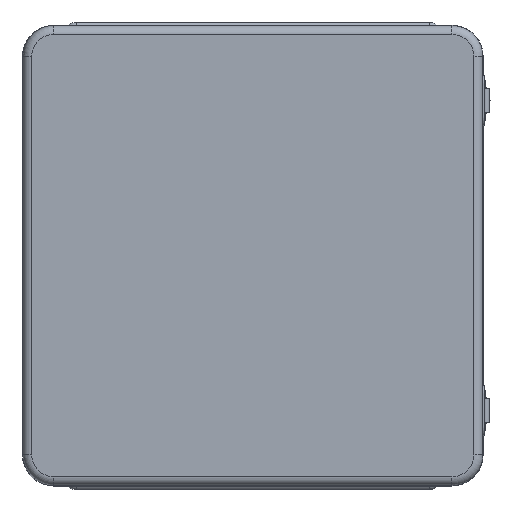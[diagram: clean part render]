
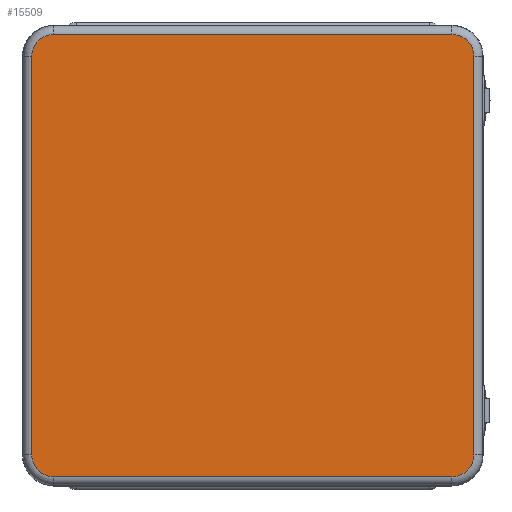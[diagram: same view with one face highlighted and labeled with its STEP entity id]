
A CAD part, top view. The second image highlights one B-rep face of the part: STEP entity #15509.
In plain terms, the highlighted planar face has unit normal (0, 0, 1).
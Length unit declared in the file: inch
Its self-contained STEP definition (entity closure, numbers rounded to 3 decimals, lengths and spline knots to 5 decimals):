
#1270=LINE($,#26840,#2395);
#1272=LINE($,#26860,#2397);
#1275=LINE($,#26867,#2400);
#1277=LINE($,#26882,#2402);
#2395=VECTOR($,#20791,11.563);
#2397=VECTOR($,#20815,11.563);
#2400=VECTOR($,#20822,11.563);
#2402=VECTOR($,#20842,11.563);
#3027=PLANE($,#17072);
#4555=FACE_OUTER_BOUND($,#5721,.T.);
#5721=EDGE_LOOP($,(#13364,#13365,#13366,#13367,#13368,#13369,#13370,#13371));
#6634=CIRCLE($,#17047,0.63839);
#6638=CIRCLE($,#17052,0.63839);
#6642=CIRCLE($,#17059,0.63839);
#6646=CIRCLE($,#17064,0.63839);
#7861=VERTEX_POINT($,#26837);
#7862=VERTEX_POINT($,#26839);
#7865=VERTEX_POINT($,#26846);
#7866=VERTEX_POINT($,#26851);
#7869=VERTEX_POINT($,#26858);
#7870=VERTEX_POINT($,#26863);
#7873=VERTEX_POINT($,#26870);
#7874=VERTEX_POINT($,#26875);
#9776=EDGE_CURVE($,#7861,#7862,#1270,.T.);
#9780=EDGE_CURVE($,#7865,#7861,#6634,.T.);
#9784=EDGE_CURVE($,#7862,#7866,#6638,.T.);
#9786=EDGE_CURVE($,#7869,#7865,#1272,.T.);
#9790=EDGE_CURVE($,#7866,#7870,#1275,.T.);
#9792=EDGE_CURVE($,#7873,#7869,#6642,.T.);
#9796=EDGE_CURVE($,#7870,#7874,#6646,.T.);
#9798=EDGE_CURVE($,#7874,#7873,#1277,.T.);
#13364=ORIENTED_EDGE($,*,*,#9776,.F.);
#13365=ORIENTED_EDGE($,*,*,#9780,.F.);
#13366=ORIENTED_EDGE($,*,*,#9786,.F.);
#13367=ORIENTED_EDGE($,*,*,#9792,.F.);
#13368=ORIENTED_EDGE($,*,*,#9798,.F.);
#13369=ORIENTED_EDGE($,*,*,#9796,.F.);
#13370=ORIENTED_EDGE($,*,*,#9790,.F.);
#13371=ORIENTED_EDGE($,*,*,#9784,.F.);
#15509=ADVANCED_FACE($,(#4555),#3027,.T.);
#17047=AXIS2_PLACEMENT_3D($,#26848,#20799,#20800);
#17052=AXIS2_PLACEMENT_3D($,#26855,#20809,#20810);
#17059=AXIS2_PLACEMENT_3D($,#26872,#20827,#20828);
#17064=AXIS2_PLACEMENT_3D($,#26879,#20837,#20838);
#17072=AXIS2_PLACEMENT_3D($,#26901,#20862,#20863);
#20791=DIRECTION($,(1.,0.,0.));
#20799=DIRECTION('center_axis',(0.,0.,-1.));
#20800=DIRECTION('ref_axis',(-0.707,0.707,0.));
#20809=DIRECTION('center_axis',(0.,0.,-1.));
#20810=DIRECTION('ref_axis',(0.707,0.707,0.));
#20815=DIRECTION($,(0.,1.,0.));
#20822=DIRECTION($,(0.,-1.,0.));
#20827=DIRECTION('center_axis',(0.,0.,-1.));
#20828=DIRECTION('ref_axis',(-0.707,-0.707,0.));
#20837=DIRECTION('center_axis',(0.,0.,-1.));
#20838=DIRECTION('ref_axis',(0.707,-0.707,0.));
#20842=DIRECTION($,(-1.,0.,0.));
#20862=DIRECTION('center_axis',(0.,0.,1.));
#20863=DIRECTION('ref_axis',(1.,0.,0.));
#26837=CARTESIAN_POINT('',(-5.7815,6.41989,0.75));
#26839=CARTESIAN_POINT('',(5.7815,6.41989,0.75));
#26840=CARTESIAN_POINT($,(-5.7815,6.41989,0.75));
#26846=CARTESIAN_POINT('',(-6.41989,5.7815,0.75));
#26848=CARTESIAN_POINT('Origin',(-5.7815,5.7815,0.75));
#26851=CARTESIAN_POINT('',(6.41989,5.7815,0.75));
#26855=CARTESIAN_POINT('Origin',(5.7815,5.7815,0.75));
#26858=CARTESIAN_POINT('',(-6.41989,-5.7815,0.75));
#26860=CARTESIAN_POINT($,(-6.41989,-5.7815,0.75));
#26863=CARTESIAN_POINT('',(6.41989,-5.7815,0.75));
#26867=CARTESIAN_POINT($,(6.41989,5.7815,0.75));
#26870=CARTESIAN_POINT('',(-5.7815,-6.41989,0.75));
#26872=CARTESIAN_POINT('Origin',(-5.7815,-5.7815,0.75));
#26875=CARTESIAN_POINT('',(5.7815,-6.41989,0.75));
#26879=CARTESIAN_POINT('Origin',(5.7815,-5.7815,0.75));
#26882=CARTESIAN_POINT($,(5.7815,-6.41989,0.75));
#26901=CARTESIAN_POINT('Origin',(0.,0.,0.75));
